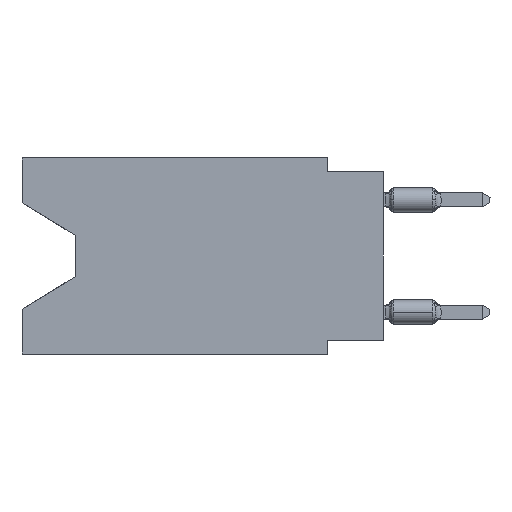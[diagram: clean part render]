
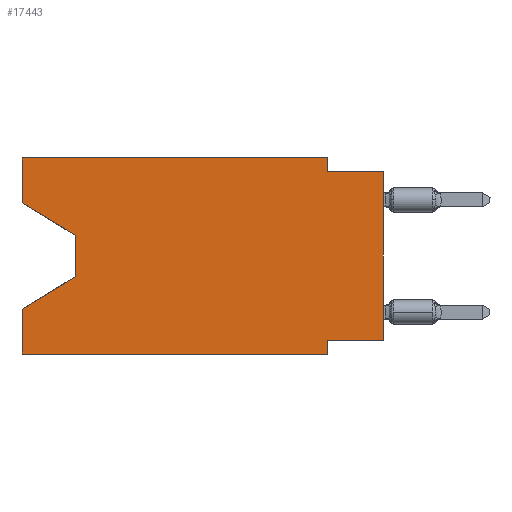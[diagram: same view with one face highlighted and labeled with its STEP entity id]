
A CAD part, left-side view. The second image highlights one B-rep face of the part: STEP entity #17443.
In plain terms, the highlighted planar face has unit normal (-1, 0, 0).
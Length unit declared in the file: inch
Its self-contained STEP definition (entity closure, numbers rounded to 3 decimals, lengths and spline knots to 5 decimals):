
#34 = EDGE_CURVE ( 'NONE', #5710, #23478, #21292, .T. ) ;
#196 = VECTOR ( 'NONE', #10828, 39.37008 ) ;
#829 = EDGE_CURVE ( 'NONE', #17037, #1321, #15259, .T. ) ;
#998 = CARTESIAN_POINT ( 'NONE',  ( 0., 0., 0. ) ) ;
#1114 = ORIENTED_EDGE ( 'NONE', *, *, #32735, .F. ) ;
#1321 = VERTEX_POINT ( 'NONE', #9057 ) ;
#1875 = LINE ( 'NONE', #32612, #196 ) ;
#1952 = ORIENTED_EDGE ( 'NONE', *, *, #6111, .F. ) ;
#1974 = VECTOR ( 'NONE', #32688, 39.37008 ) ;
#2176 = CARTESIAN_POINT ( 'NONE',  ( 0., 0.1, -0.35 ) ) ;
#2186 = VERTEX_POINT ( 'NONE', #14794 ) ;
#2242 = DIRECTION ( 'NONE',  ( 1., 0., 0. ) ) ;
#2412 = VECTOR ( 'NONE', #2509, 39.37008 ) ;
#2509 = DIRECTION ( 'NONE',  ( 0., -1., 0. ) ) ;
#2701 = CARTESIAN_POINT ( 'NONE',  ( 0., 0., -0.025 ) ) ;
#2740 = CARTESIAN_POINT ( 'NONE',  ( 0., 0.55, -0.212 ) ) ;
#2743 = CARTESIAN_POINT ( 'NONE',  ( 0., 0.645, -0.08025 ) ) ;
#3421 = CARTESIAN_POINT ( 'NONE',  ( 0., 0.645, -0.08025 ) ) ;
#3844 = ORIENTED_EDGE ( 'NONE', *, *, #829, .T. ) ;
#4513 = EDGE_CURVE ( 'NONE', #22174, #1321, #16661, .T. ) ;
#4723 = VECTOR ( 'NONE', #34021, 39.37008 ) ;
#5130 = EDGE_CURVE ( 'NONE', #22174, #28629, #31201, .T. ) ;
#5538 = VECTOR ( 'NONE', #14105, 39.37008 ) ;
#5710 = VERTEX_POINT ( 'NONE', #2743 ) ;
#6111 = EDGE_CURVE ( 'NONE', #25277, #7090, #20755, .T. ) ;
#6222 = DIRECTION ( 'NONE',  ( 0., -0.855, -0.519 ) ) ;
#6310 = VECTOR ( 'NONE', #32758, 39.37008 ) ;
#6391 = CARTESIAN_POINT ( 'NONE',  ( 0., 0.1, 0. ) ) ;
#7001 = DIRECTION ( 'NONE',  ( 0., -1., 0. ) ) ;
#7090 = VERTEX_POINT ( 'NONE', #6391 ) ;
#7815 = EDGE_LOOP ( 'NONE', ( #10944, #9493, #3844, #31232, #36542, #22573, #1114, #39040, #32702, #10097, #1952, #9059 ) ) ;
#9057 = CARTESIAN_POINT ( 'NONE',  ( 0., 0.645, -0.26975 ) ) ;
#9059 = ORIENTED_EDGE ( 'NONE', *, *, #20193, .F. ) ;
#9165 = VECTOR ( 'NONE', #7001, 39.37008 ) ;
#9475 = EDGE_CURVE ( 'NONE', #23478, #17037, #18563, .T. ) ;
#9493 = ORIENTED_EDGE ( 'NONE', *, *, #9475, .T. ) ;
#9762 = LINE ( 'NONE', #998, #14419 ) ;
#10097 = ORIENTED_EDGE ( 'NONE', *, *, #37558, .F. ) ;
#10828 = DIRECTION ( 'NONE',  ( 0., 0., 1. ) ) ;
#10944 = ORIENTED_EDGE ( 'NONE', *, *, #34, .T. ) ;
#12586 = CARTESIAN_POINT ( 'NONE',  ( 0., 0., -0.325 ) ) ;
#14014 = CARTESIAN_POINT ( 'NONE',  ( 0., 0.1, -0.325 ) ) ;
#14105 = DIRECTION ( 'NONE',  ( 0., 0., -1. ) ) ;
#14371 = CARTESIAN_POINT ( 'NONE',  ( 0., 0.55, -0.212 ) ) ;
#14419 = VECTOR ( 'NONE', #16309, 39.37008 ) ;
#14794 = CARTESIAN_POINT ( 'NONE',  ( 0., 0., -0.025 ) ) ;
#14811 = LINE ( 'NONE', #2701, #21861 ) ;
#15259 = LINE ( 'NONE', #2740, #30525 ) ;
#15634 = EDGE_CURVE ( 'NONE', #21981, #2186, #14811, .T. ) ;
#16309 = DIRECTION ( 'NONE',  ( 0., 0., 1. ) ) ;
#16661 = LINE ( 'NONE', #28789, #22375 ) ;
#17037 = VERTEX_POINT ( 'NONE', #14371 ) ;
#17152 = PLANE ( 'NONE',  #21268 ) ;
#17227 = LINE ( 'NONE', #12586, #1974 ) ;
#17443 = ADVANCED_FACE ( 'NONE', ( #26093 ), #17152, .F. ) ;
#18563 = LINE ( 'NONE', #24920, #4723 ) ;
#19739 = VECTOR ( 'NONE', #6222, 39.37008 ) ;
#20193 = EDGE_CURVE ( 'NONE', #5710, #25277, #1875, .T. ) ;
#20639 = LINE ( 'NONE', #24232, #6310 ) ;
#20755 = LINE ( 'NONE', #29702, #2412 ) ;
#21268 = AXIS2_PLACEMENT_3D ( 'NONE', #38165, #2242, #34821 ) ;
#21292 = LINE ( 'NONE', #3421, #19739 ) ;
#21861 = VECTOR ( 'NONE', #30293, 39.37008 ) ;
#21981 = VERTEX_POINT ( 'NONE', #28689 ) ;
#22174 = VERTEX_POINT ( 'NONE', #26466 ) ;
#22375 = VECTOR ( 'NONE', #37284, 39.37008 ) ;
#22446 = EDGE_CURVE ( 'NONE', #29625, #2186, #9762, .T. ) ;
#22573 = ORIENTED_EDGE ( 'NONE', *, *, #34404, .F. ) ;
#22967 = CARTESIAN_POINT ( 'NONE',  ( 0., 0.55, -0.138 ) ) ;
#23478 = VERTEX_POINT ( 'NONE', #22967 ) ;
#24232 = CARTESIAN_POINT ( 'NONE',  ( 0., 0.1, 0. ) ) ;
#24920 = CARTESIAN_POINT ( 'NONE',  ( 0., 0.55, -0.138 ) ) ;
#25277 = VERTEX_POINT ( 'NONE', #27682 ) ;
#25528 = CARTESIAN_POINT ( 'NONE',  ( 0., 0., -0.325 ) ) ;
#26093 = FACE_OUTER_BOUND ( 'NONE', #7815, .T. ) ;
#26466 = CARTESIAN_POINT ( 'NONE',  ( 0., 0.645, -0.35 ) ) ;
#27682 = CARTESIAN_POINT ( 'NONE',  ( 0., 0.645, 0. ) ) ;
#28629 = VERTEX_POINT ( 'NONE', #32846 ) ;
#28689 = CARTESIAN_POINT ( 'NONE',  ( 0., 0.1, -0.025 ) ) ;
#28789 = CARTESIAN_POINT ( 'NONE',  ( 0., 0.645, 0. ) ) ;
#29625 = VERTEX_POINT ( 'NONE', #25528 ) ;
#29702 = CARTESIAN_POINT ( 'NONE',  ( 0., 0.645, 0. ) ) ;
#30293 = DIRECTION ( 'NONE',  ( 0., -1., 0. ) ) ;
#30525 = VECTOR ( 'NONE', #39047, 39.37008 ) ;
#30803 = CARTESIAN_POINT ( 'NONE',  ( 0., 0.645, -0.35 ) ) ;
#31201 = LINE ( 'NONE', #30803, #9165 ) ;
#31232 = ORIENTED_EDGE ( 'NONE', *, *, #4513, .F. ) ;
#31498 = VERTEX_POINT ( 'NONE', #14014 ) ;
#32612 = CARTESIAN_POINT ( 'NONE',  ( 0., 0.645, 0. ) ) ;
#32688 = DIRECTION ( 'NONE',  ( 0., 1., 0. ) ) ;
#32702 = ORIENTED_EDGE ( 'NONE', *, *, #15634, .F. ) ;
#32735 = EDGE_CURVE ( 'NONE', #29625, #31498, #17227, .T. ) ;
#32758 = DIRECTION ( 'NONE',  ( 0., 0., -1. ) ) ;
#32846 = CARTESIAN_POINT ( 'NONE',  ( 0., 0.1, -0.35 ) ) ;
#34021 = DIRECTION ( 'NONE',  ( 0., 0., -1. ) ) ;
#34404 = EDGE_CURVE ( 'NONE', #31498, #28629, #38109, .T. ) ;
#34821 = DIRECTION ( 'NONE',  ( 0., 0., -1. ) ) ;
#36542 = ORIENTED_EDGE ( 'NONE', *, *, #5130, .T. ) ;
#37284 = DIRECTION ( 'NONE',  ( 0., 0., 1. ) ) ;
#37558 = EDGE_CURVE ( 'NONE', #7090, #21981, #20639, .T. ) ;
#38109 = LINE ( 'NONE', #2176, #5538 ) ;
#38165 = CARTESIAN_POINT ( 'NONE',  ( 0., 0.645, 0. ) ) ;
#39040 = ORIENTED_EDGE ( 'NONE', *, *, #22446, .T. ) ;
#39047 = DIRECTION ( 'NONE',  ( 0., 0.855, -0.519 ) ) ;
